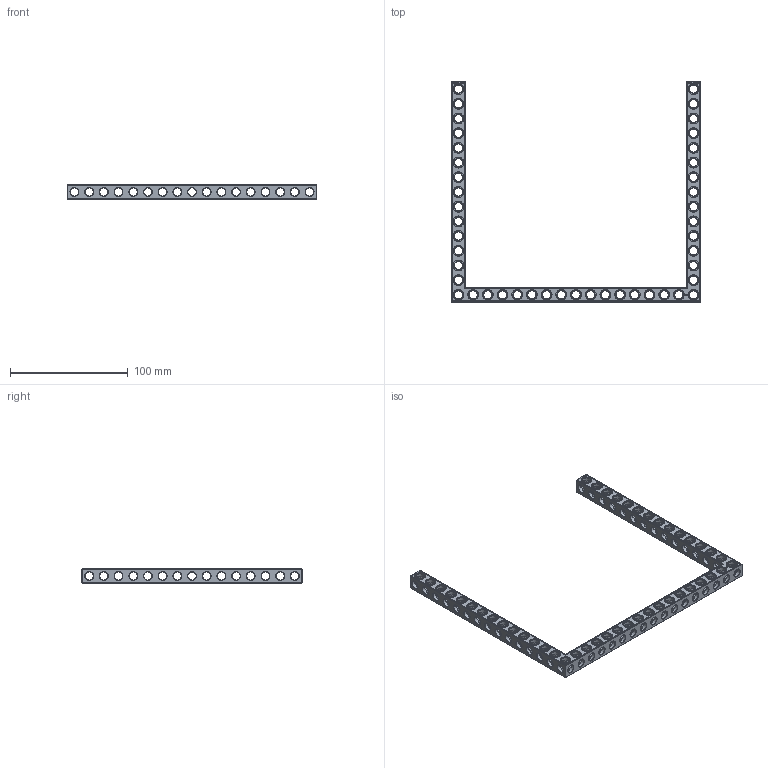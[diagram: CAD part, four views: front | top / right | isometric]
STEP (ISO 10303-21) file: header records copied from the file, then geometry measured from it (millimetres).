
FILE_DESCRIPTION(('FreeCAD Model'),'2;1');
FILE_NAME('Open CASCADE Shape Model','2022-03-06T17:43:33',('Author'),( ''),'Open CASCADE STEP processor 7.5','FreeCAD','Unknown');
FILE_SCHEMA(('AUTOMOTIVE_DESIGN { 1 0 10303 214 1 1 1 1 }'));
Products named in the file (1): Beam AGD ESS USH SYM BU17x15x01 - SPN-BEM-0588 (stemfie.org)
Bounding box: 212.5 x 187.5 x 12.5 mm (x, y, z)
Volume: 43969 mm3; surface area: 39224.2 mm2
Topology: 1 solids, 1 shells, 1062 faces, 3270 edges, 2111 vertices
Faces by surface type: plane 415, cylinder 271, extrusion 194, cone 182
Full cylindrical faces by diameter (mm): 6.98 x32, 7 x194, 9.2 x45
Entity records: 229375 total; most frequent: CARTESIAN_POINT 168786, DIRECTION 9726, ORIENTED_EDGE 6540, PCURVE 6540, DEFINITIONAL_REPRESENTATION 6540, VECTOR 5863, LINE 5669, EDGE_CURVE 3270
